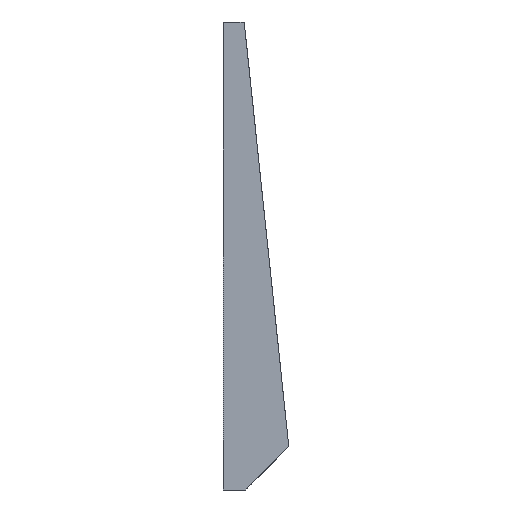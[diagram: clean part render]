
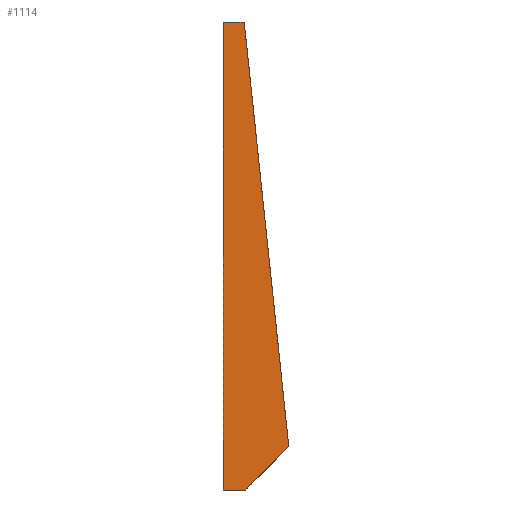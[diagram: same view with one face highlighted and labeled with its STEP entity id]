
A CAD part, left-side view. The second image highlights one B-rep face of the part: STEP entity #1114.
In plain terms, the highlighted planar face has unit normal (-1, 0, 0).
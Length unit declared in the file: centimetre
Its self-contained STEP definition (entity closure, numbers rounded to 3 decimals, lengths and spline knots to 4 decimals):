
#35 = CARTESIAN_POINT ( 'NONE',  ( 0., 0.6, 0. ) ) ;
#106 = FACE_OUTER_BOUND ( 'NONE', #2035, .T. ) ;
#169 = CARTESIAN_POINT ( 'NONE',  ( 0., 0.6, 0. ) ) ;
#307 = PLANE ( 'NONE',  #1885 ) ;
#344 = DIRECTION ( 'NONE',  ( 0., -1., 0. ) ) ;
#421 = VECTOR ( 'NONE', #593, 100. ) ;
#424 = CARTESIAN_POINT ( 'NONE',  ( 0., -1.8512, -17.6128 ) ) ;
#589 = CARTESIAN_POINT ( 'NONE',  ( 0., 0.6, -13.38 ) ) ;
#593 = DIRECTION ( 'NONE',  ( 0., -0.707, 0.707 ) ) ;
#728 = VECTOR ( 'NONE', #2631, 100. ) ;
#756 = DIRECTION ( 'NONE',  ( 1., 0., 0. ) ) ;
#963 = ORIENTED_EDGE ( 'NONE', *, *, #2478, .F. ) ;
#970 = VECTOR ( 'NONE', #1839, 100. ) ;
#1061 = LINE ( 'NONE', #424, #1200 ) ;
#1068 = ORIENTED_EDGE ( 'NONE', *, *, #1514, .T. ) ;
#1089 = CARTESIAN_POINT ( 'NONE',  ( 0., -1.2759, -12.1393 ) ) ;
#1090 = VERTEX_POINT ( 'NONE', #2800 ) ;
#1114 = ADVANCED_FACE ( 'NONE', ( #106 ), #307, .F. ) ;
#1186 = CARTESIAN_POINT ( 'NONE',  ( 0., 0.6, 0. ) ) ;
#1200 = VECTOR ( 'NONE', #2680, 100. ) ;
#1255 = LINE ( 'NONE', #169, #728 ) ;
#1264 = CARTESIAN_POINT ( 'NONE',  ( 0., -6.4076, -7.0076 ) ) ;
#1296 = LINE ( 'NONE', #1264, #421 ) ;
#1331 = CARTESIAN_POINT ( 'NONE',  ( 0., 0.6, 0. ) ) ;
#1426 = LINE ( 'NONE', #2116, #2054 ) ;
#1514 = EDGE_CURVE ( 'NONE', #2802, #1090, #1426, .T. ) ;
#1568 = LINE ( 'NONE', #35, #970 ) ;
#1657 = DIRECTION ( 'NONE',  ( 0., 0., -1. ) ) ;
#1749 = ORIENTED_EDGE ( 'NONE', *, *, #2444, .T. ) ;
#1839 = DIRECTION ( 'NONE',  ( 0., -1., 0. ) ) ;
#1885 = AXIS2_PLACEMENT_3D ( 'NONE', #1186, #756, #1657 ) ;
#1990 = ORIENTED_EDGE ( 'NONE', *, *, #2010, .F. ) ;
#2010 = EDGE_CURVE ( 'NONE', #2802, #2108, #1255, .T. ) ;
#2035 = EDGE_LOOP ( 'NONE', ( #1068, #1749, #2560, #963, #1990 ) ) ;
#2054 = VECTOR ( 'NONE', #344, 100. ) ;
#2065 = CARTESIAN_POINT ( 'NONE',  ( 0., 0., 0. ) ) ;
#2108 = VERTEX_POINT ( 'NONE', #1331 ) ;
#2116 = CARTESIAN_POINT ( 'NONE',  ( 0., 0.6, -13.38 ) ) ;
#2230 = VERTEX_POINT ( 'NONE', #2065 ) ;
#2366 = VERTEX_POINT ( 'NONE', #1089 ) ;
#2444 = EDGE_CURVE ( 'NONE', #1090, #2366, #1296, .T. ) ;
#2478 = EDGE_CURVE ( 'NONE', #2108, #2230, #1568, .T. ) ;
#2560 = ORIENTED_EDGE ( 'NONE', *, *, #2790, .F. ) ;
#2631 = DIRECTION ( 'NONE',  ( 0., 0., 1. ) ) ;
#2680 = DIRECTION ( 'NONE',  ( 0., -0.105, -0.995 ) ) ;
#2790 = EDGE_CURVE ( 'NONE', #2230, #2366, #1061, .T. ) ;
#2800 = CARTESIAN_POINT ( 'NONE',  ( 0., -0.0352, -13.38 ) ) ;
#2802 = VERTEX_POINT ( 'NONE', #589 ) ;
